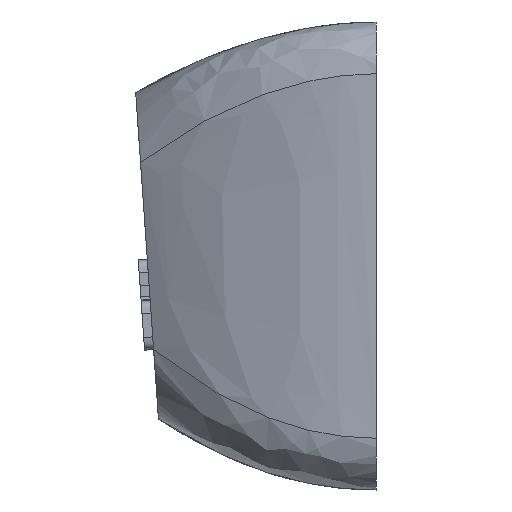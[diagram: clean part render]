
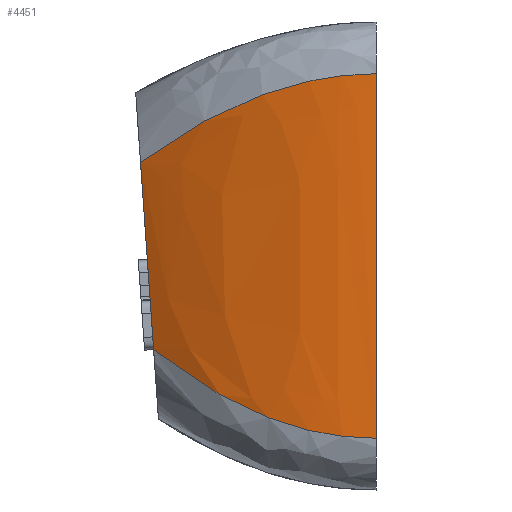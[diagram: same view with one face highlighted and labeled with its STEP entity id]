
A CAD part, left-side view. The second image highlights one B-rep face of the part: STEP entity #4451.
In plain terms, the highlighted free-form (B-spline) face has degree [3, 3] with [4, 4] control points.
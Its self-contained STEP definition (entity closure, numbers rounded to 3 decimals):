
#165=B_SPLINE_CURVE_WITH_KNOTS('',3,(#7742,#7743,#7744,#7745),
 .UNSPECIFIED.,.F.,.F.,(4,4),(0.,1.),.UNSPECIFIED.);
#166=B_SPLINE_CURVE_WITH_KNOTS('',3,(#7746,#7747,#7748,#7749),
 .UNSPECIFIED.,.F.,.F.,(4,4),(0.,1.),.UNSPECIFIED.);
#236=B_SPLINE_SURFACE_WITH_KNOTS('',3,3,((#7726,#7727,#7728,#7729),(#7730,
#7731,#7732,#7733),(#7734,#7735,#7736,#7737),(#7738,#7739,#7740,#7741)),
 .UNSPECIFIED.,.F.,.F.,.F.,(4,4),(4,4),(0.,1.),(0.,1.),.UNSPECIFIED.);
#351=FACE_OUTER_BOUND('',#602,.T.);
#602=EDGE_LOOP('',(#3380,#3381,#3382,#3383));
#924=LINE('',#7695,#1422);
#928=LINE('',#7712,#1426);
#1422=VECTOR('',#5114,10.);
#1426=VECTOR('',#5128,10.);
#1926=VERTEX_POINT('',#7693);
#1927=VERTEX_POINT('',#7694);
#1934=VERTEX_POINT('',#7710);
#1935=VERTEX_POINT('',#7711);
#2451=EDGE_CURVE('',#1926,#1927,#924,.T.);
#2459=EDGE_CURVE('',#1934,#1935,#928,.T.);
#2467=EDGE_CURVE('',#1935,#1927,#165,.T.);
#2468=EDGE_CURVE('',#1934,#1926,#166,.T.);
#3380=ORIENTED_EDGE('',*,*,#2459,.T.);
#3381=ORIENTED_EDGE('',*,*,#2467,.T.);
#3382=ORIENTED_EDGE('',*,*,#2451,.F.);
#3383=ORIENTED_EDGE('',*,*,#2468,.F.);
#4451=ADVANCED_FACE('',(#351),#236,.T.);
#5114=DIRECTION('',(0.,0.,-1.));
#5128=DIRECTION('',(0.,-0.07,-0.998));
#7693=CARTESIAN_POINT('',(0.,0.,16.1));
#7694=CARTESIAN_POINT('',(0.,0.,2.));
#7695=CARTESIAN_POINT('',(0.,0.,16.1));
#7710=CARTESIAN_POINT('',(2.7,9.12,12.669));
#7711=CARTESIAN_POINT('',(2.7,8.614,5.431));
#7712=CARTESIAN_POINT('',(2.7,9.12,12.669));
#7726=CARTESIAN_POINT('Ctrl Pts',(2.7,9.12,12.669));
#7727=CARTESIAN_POINT('Ctrl Pts',(0.9,6.08,14.956));
#7728=CARTESIAN_POINT('Ctrl Pts',(0.,2.956,
16.1));
#7729=CARTESIAN_POINT('Ctrl Pts',(0.,0.,
16.1));
#7730=CARTESIAN_POINT('Ctrl Pts',(2.7,9.022,11.259));
#7731=CARTESIAN_POINT('Ctrl Pts',(0.939,6.014,13.324));
#7732=CARTESIAN_POINT('Ctrl Pts',(0.,2.956,
15.053));
#7733=CARTESIAN_POINT('Ctrl Pts',(0.,0.,
15.053));
#7734=CARTESIAN_POINT('Ctrl Pts',(2.7,8.713,6.841));
#7735=CARTESIAN_POINT('Ctrl Pts',(0.939,5.808,4.776));
#7736=CARTESIAN_POINT('Ctrl Pts',(0.,2.956,
3.047));
#7737=CARTESIAN_POINT('Ctrl Pts',(0.,0.,
3.047));
#7738=CARTESIAN_POINT('Ctrl Pts',(2.7,8.614,5.431));
#7739=CARTESIAN_POINT('Ctrl Pts',(0.9,5.743,3.144));
#7740=CARTESIAN_POINT('Ctrl Pts',(0.,2.956,
2.));
#7741=CARTESIAN_POINT('Ctrl Pts',(0.,0.,
2.));
#7742=CARTESIAN_POINT('Ctrl Pts',(2.7,8.614,5.431));
#7743=CARTESIAN_POINT('Ctrl Pts',(0.9,5.743,3.144));
#7744=CARTESIAN_POINT('Ctrl Pts',(0.,2.956,
2.));
#7745=CARTESIAN_POINT('Ctrl Pts',(0.,0.,
2.));
#7746=CARTESIAN_POINT('Ctrl Pts',(2.7,9.12,12.669));
#7747=CARTESIAN_POINT('Ctrl Pts',(0.9,6.08,14.956));
#7748=CARTESIAN_POINT('Ctrl Pts',(0.,2.956,
16.1));
#7749=CARTESIAN_POINT('Ctrl Pts',(0.,0.,16.1));
